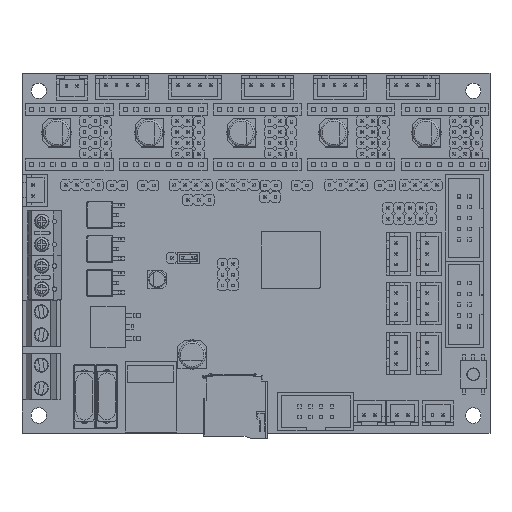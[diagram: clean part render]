
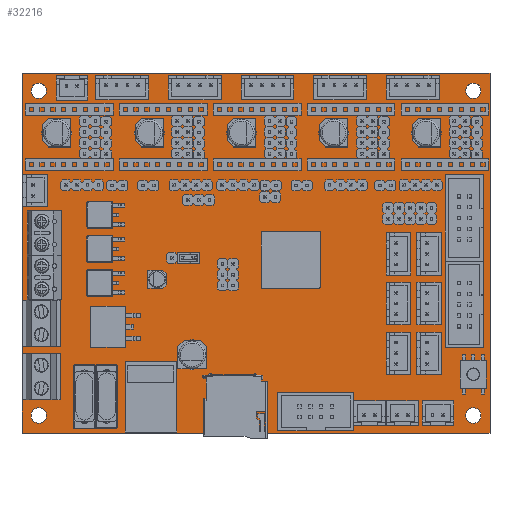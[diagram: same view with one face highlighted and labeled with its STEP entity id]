
A CAD part, top view. The second image highlights one B-rep face of the part: STEP entity #32216.
In plain terms, the highlighted planar face has unit normal (0, 0, 1).
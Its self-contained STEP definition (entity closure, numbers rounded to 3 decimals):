
#1473=LINE('',#45821,#5602);
#1476=LINE('',#45827,#5605);
#1479=LINE('',#45833,#5608);
#1482=LINE('',#45837,#5611);
#5602=VECTOR('',#37173,10.);
#5605=VECTOR('',#37178,10.);
#5608=VECTOR('',#37183,10.);
#5611=VECTOR('',#37188,10.);
#9733=PLANE('',#34898);
#11376=FACE_BOUND('',#13394,.T.);
#11377=FACE_BOUND('',#13395,.T.);
#11378=FACE_BOUND('',#13396,.T.);
#11379=FACE_BOUND('',#13397,.T.);
#11587=FACE_OUTER_BOUND('',#13393,.T.);
#13393=EDGE_LOOP('',(#23108,#23109,#23110,#23111));
#13394=EDGE_LOOP('',(#23112));
#13395=EDGE_LOOP('',(#23113));
#13396=EDGE_LOOP('',(#23114));
#13397=EDGE_LOOP('',(#23115));
#15391=CIRCLE('',#34884,1.8);
#15393=CIRCLE('',#34887,1.8);
#15395=CIRCLE('',#34890,1.8);
#15397=CIRCLE('',#34893,1.8);
#15692=VERTEX_POINT('',#45797);
#15694=VERTEX_POINT('',#45802);
#15696=VERTEX_POINT('',#45807);
#15698=VERTEX_POINT('',#45812);
#15701=VERTEX_POINT('',#45818);
#15702=VERTEX_POINT('',#45820);
#15704=VERTEX_POINT('',#45826);
#15706=VERTEX_POINT('',#45832);
#18593=EDGE_CURVE('',#15692,#15692,#15391,.T.);
#18595=EDGE_CURVE('',#15694,#15694,#15393,.T.);
#18597=EDGE_CURVE('',#15696,#15696,#15395,.T.);
#18599=EDGE_CURVE('',#15698,#15698,#15397,.T.);
#18602=EDGE_CURVE('',#15702,#15701,#1473,.T.);
#18605=EDGE_CURVE('',#15704,#15702,#1476,.T.);
#18608=EDGE_CURVE('',#15706,#15704,#1479,.T.);
#18611=EDGE_CURVE('',#15701,#15706,#1482,.T.);
#23108=ORIENTED_EDGE('',*,*,#18611,.T.);
#23109=ORIENTED_EDGE('',*,*,#18608,.T.);
#23110=ORIENTED_EDGE('',*,*,#18605,.T.);
#23111=ORIENTED_EDGE('',*,*,#18602,.T.);
#23112=ORIENTED_EDGE('',*,*,#18599,.T.);
#23113=ORIENTED_EDGE('',*,*,#18597,.T.);
#23114=ORIENTED_EDGE('',*,*,#18595,.T.);
#23115=ORIENTED_EDGE('',*,*,#18593,.T.);
#32216=ADVANCED_FACE('',(#11587,#11376,#11377,#11378,#11379),#9733,.T.);
#34884=AXIS2_PLACEMENT_3D('',#45798,#37149,#37150);
#34887=AXIS2_PLACEMENT_3D('',#45803,#37155,#37156);
#34890=AXIS2_PLACEMENT_3D('',#45808,#37161,#37162);
#34893=AXIS2_PLACEMENT_3D('',#45813,#37167,#37168);
#34898=AXIS2_PLACEMENT_3D('',#45838,#37189,#37190);
#37149=DIRECTION('center_axis',(0.,0.,-1.));
#37150=DIRECTION('ref_axis',(1.,0.,0.));
#37155=DIRECTION('center_axis',(0.,0.,-1.));
#37156=DIRECTION('ref_axis',(1.,0.,0.));
#37161=DIRECTION('center_axis',(0.,0.,-1.));
#37162=DIRECTION('ref_axis',(1.,0.,0.));
#37167=DIRECTION('center_axis',(0.,0.,-1.));
#37168=DIRECTION('ref_axis',(1.,0.,0.));
#37173=DIRECTION('',(0.,-1.,0.));
#37178=DIRECTION('',(-1.,0.,0.));
#37183=DIRECTION('',(0.,1.,0.));
#37188=DIRECTION('',(1.,0.,0.));
#37189=DIRECTION('center_axis',(0.,0.,1.));
#37190=DIRECTION('ref_axis',(1.,0.,0.));
#45797=CARTESIAN_POINT('',(-52.725,-38.05,1.6));
#45798=CARTESIAN_POINT('Origin',(-50.925,-38.05,1.6));
#45802=CARTESIAN_POINT('',(-52.725,38.05,1.6));
#45803=CARTESIAN_POINT('Origin',(-50.925,38.05,1.6));
#45807=CARTESIAN_POINT('',(49.125,-38.05,1.6));
#45808=CARTESIAN_POINT('Origin',(50.925,-38.05,1.6));
#45812=CARTESIAN_POINT('',(49.125,38.05,1.6));
#45813=CARTESIAN_POINT('Origin',(50.925,38.05,1.6));
#45818=CARTESIAN_POINT('',(-54.835,-42.15,1.6));
#45820=CARTESIAN_POINT('',(-54.835,42.15,1.6));
#45821=CARTESIAN_POINT('',(-54.835,-42.15,1.6));
#45826=CARTESIAN_POINT('',(54.835,42.15,1.6));
#45827=CARTESIAN_POINT('',(-54.835,42.15,1.6));
#45832=CARTESIAN_POINT('',(54.835,-42.15,1.6));
#45833=CARTESIAN_POINT('',(54.835,42.15,1.6));
#45837=CARTESIAN_POINT('',(54.835,-42.15,1.6));
#45838=CARTESIAN_POINT('Origin',(0.,0.,1.6));
